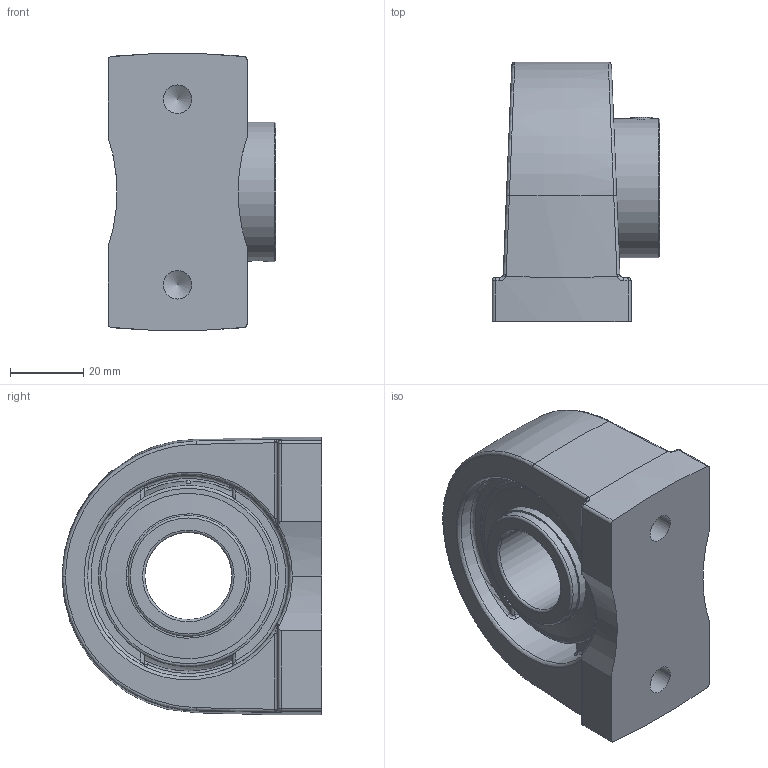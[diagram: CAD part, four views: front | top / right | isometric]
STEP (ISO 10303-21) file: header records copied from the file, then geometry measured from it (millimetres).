
FILE_DESCRIPTION(('HOOPS Exchange Step'),'2;1');
FILE_NAME('export-CF414541-4257-45DA-94A7-4470869670DB.stp','2020-05-20T13:55:45-07:00',('dkerr'),('Alibre'),'HOOPS Exchange 2020.0','Alibre','Unknown authorisation');
FILE_SCHEMA( ('AP242_MANAGED_MODEL_BASED_3D_ENGINEERING_MIM_LF {1 0 10303 442 1 1 4 }') );
Length unit declared in the file: inch
Products named in the file (8): MRN SPAM 205 L4L; SNC 205 (Ball Bearing); SNC 205 (Shield); SNC 205 (Setscrew); SNC 205-15 L4L (0.9375inch) (Race); SNC 205-15 (Collar); MRN SNC 205-15 L4L (0.9375inch); MRN SNCSPAM 205-15 L4L (0.9375inch)
Assembly tree (8 placements, depth 3):
  MRN SNCSPAM 205-15 L4L (0.9375inch)
    MRN SPAM 205 L4L
    MRN SNC 205-15 L4L (0.9375inch)
      SNC 205 (Ball Bearing)
      SNC 205 (Shield)  x2
      SNC 205 (Setscrew)
      SNC 205-15 L4L (0.9375inch) (Race)
      SNC 205-15 (Collar)
Bounding box: 45.9 x 71 x 76 mm (x, y, z)
Volume: 108268.9 mm3; surface area: 42132.1 mm2
Topology: 16 solids, 16 shells, 175 faces, 474 edges, 304 vertices
Faces by surface type: cylinder 52, plane 42, bspline 25, sphere 20, torus 19, cone 17
Full cylindrical faces by diameter (mm): 5.994 x1, 6 x2, 7.798 x2, 23.812 x2, 30.683 x2, 33.02 x4, 34.036 x2, 38.1 x1, 44.063 x2, 45.212 x2, 55.143 x2, 60.25 x1
Entity records: 9789 total; most frequent: CARTESIAN_POINT 5512, DIRECTION 872, ORIENTED_EDGE 842, EDGE_CURVE 421, AXIS2_PLACEMENT_3D 380, VERTEX_POINT 290, CIRCLE 208, EDGE_LOOP 187
